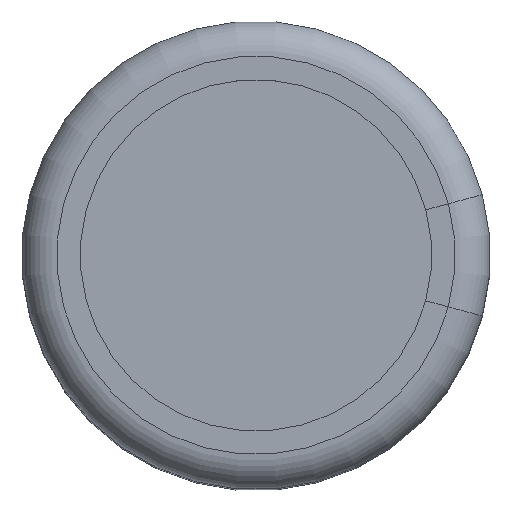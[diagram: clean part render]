
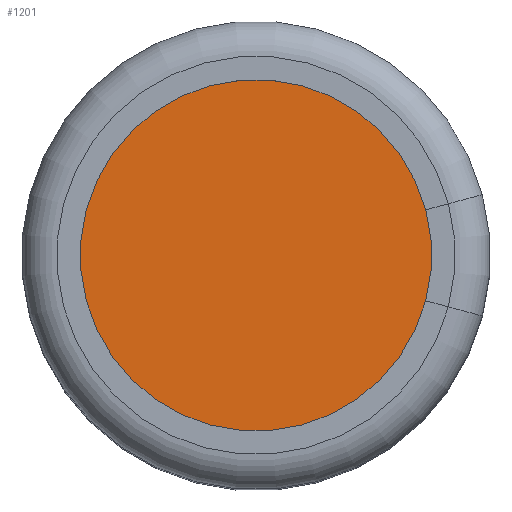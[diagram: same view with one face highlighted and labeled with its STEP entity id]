
A CAD part, top view. The second image highlights one B-rep face of the part: STEP entity #1201.
In plain terms, the highlighted planar face has unit normal (0, 0, 1).
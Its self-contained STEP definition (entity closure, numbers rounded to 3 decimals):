
#1201 = ADVANCED_FACE('',(#1202),#1215,.T.);
#1202 = FACE_BOUND('',#1203,.F.);
#1203 = EDGE_LOOP('',(#1204));
#1204 = ORIENTED_EDGE('',*,*,#1205,.F.);
#1205 = EDGE_CURVE('',#1206,#1206,#1208,.T.);
#1206 = VERTEX_POINT('',#1207);
#1207 = CARTESIAN_POINT('',(1.7,0.,6.9));
#1208 = SURFACE_CURVE('',#1209,(#1214,#1226),.PCURVE_S1.);
#1209 = CIRCLE('',#1210,1.7);
#1210 = AXIS2_PLACEMENT_3D('',#1211,#1212,#1213);
#1211 = CARTESIAN_POINT('',(0.,0.,6.9));
#1212 = DIRECTION('',(0.,-0.,1.));
#1213 = DIRECTION('',(1.,0.,0.));
#1214 = PCURVE('',#1215,#1220);
#1215 = PLANE('',#1216);
#1216 = AXIS2_PLACEMENT_3D('',#1217,#1218,#1219);
#1217 = CARTESIAN_POINT('',(0.,0.,6.9));
#1218 = DIRECTION('',(0.,0.,1.));
#1219 = DIRECTION('',(1.,0.,0.));
#1220 = DEFINITIONAL_REPRESENTATION('',(#1221),#1225);
#1221 = CIRCLE('',#1222,1.7);
#1222 = AXIS2_PLACEMENT_2D('',#1223,#1224);
#1223 = CARTESIAN_POINT('',(0.,0.));
#1224 = DIRECTION('',(1.,-0.));
#1225 = ( GEOMETRIC_REPRESENTATION_CONTEXT(2) 
PARAMETRIC_REPRESENTATION_CONTEXT() REPRESENTATION_CONTEXT('2D SPACE',''
  ) );
#1226 = PCURVE('',#1227,#1232);
#1227 = TOROIDAL_SURFACE('',#1228,1.7,0.2);
#1228 = AXIS2_PLACEMENT_3D('',#1229,#1230,#1231);
#1229 = CARTESIAN_POINT('',(0.,0.,6.7));
#1230 = DIRECTION('',(0.,0.,1.));
#1231 = DIRECTION('',(1.,0.,0.));
#1232 = DEFINITIONAL_REPRESENTATION('',(#1233),#1237);
#1233 = LINE('',#1234,#1235);
#1234 = CARTESIAN_POINT('',(0.,1.571));
#1235 = VECTOR('',#1236,1.);
#1236 = DIRECTION('',(1.,0.));
#1237 = ( GEOMETRIC_REPRESENTATION_CONTEXT(2) 
PARAMETRIC_REPRESENTATION_CONTEXT() REPRESENTATION_CONTEXT('2D SPACE',''
  ) );
